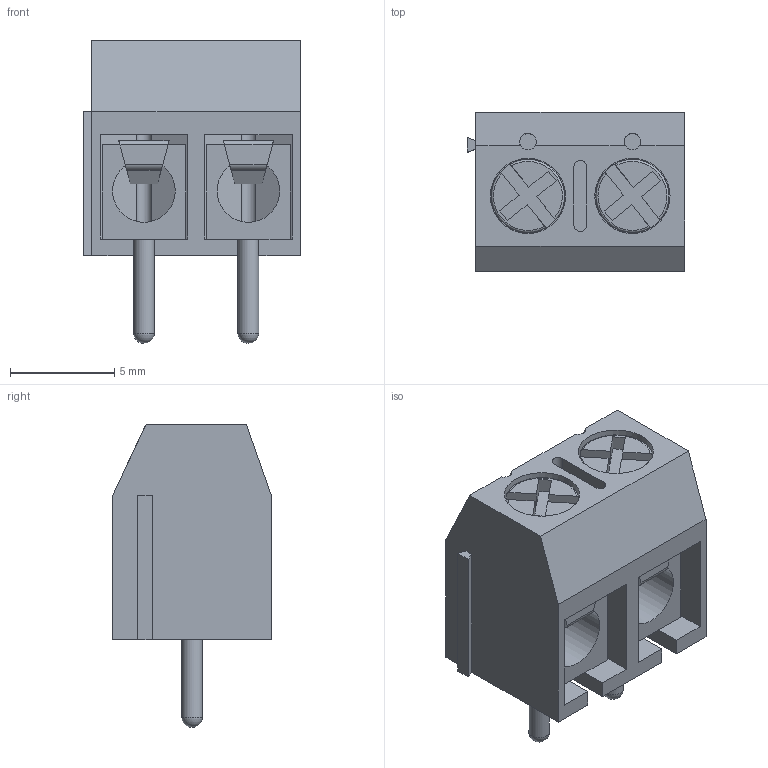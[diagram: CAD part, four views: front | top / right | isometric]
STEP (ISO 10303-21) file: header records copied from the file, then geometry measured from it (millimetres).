
FILE_DESCRIPTION(/* description */ (''),/* implementation_level */ '2;1');
FILE_NAME(/* name */ 'XINYA_XY301-1x2-P5.00 v3.step',/* time_stamp */ '2022-04-27T17:23:18+02:00',/* author */ (''),/* organization */ (''),/* preprocessor_version */ 'ST-DEVELOPER v18.1',/* originating_system */ 'Autodesk Translation Framework v10.14.0.1471',/* authorisation */ '');
FILE_SCHEMA (('AUTOMOTIVE_DESIGN { 1 0 10303 214 3 1 1 }'));
Length unit declared in the file: millimetre
Products named in the file (1): XINYA_XY301-1x2-P5.00
Bounding box: 10.4 x 7.6 x 14.5 mm (x, y, z)
Volume: 569.8 mm3; surface area: 1185.1 mm2
Topology: 7 solids, 7 shells, 121 faces, 322 edges, 214 vertices
Faces by surface type: plane 97, cylinder 18, torus 4, sphere 2
Full cylindrical faces by diameter (mm): 0.8 x2, 1 x2, 3 x2, 3.5 x2, 3.6 x2
Entity records: 3843 total; most frequent: CARTESIAN_POINT 728, ORIENTED_EDGE 640, DIRECTION 614, EDGE_CURVE 320, LINE 254, VECTOR 254, VERTEX_POINT 214, AXIS2_PLACEMENT_3D 180
